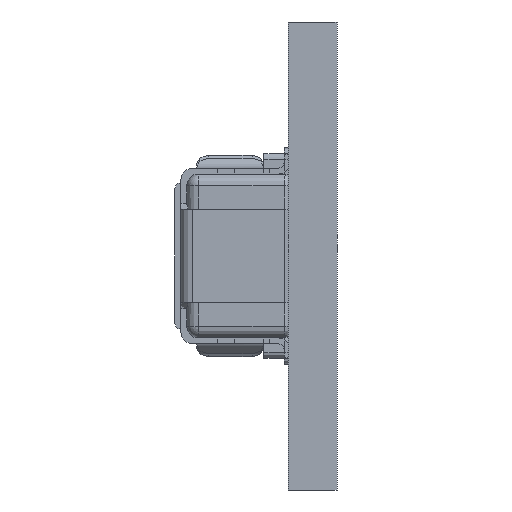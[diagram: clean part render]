
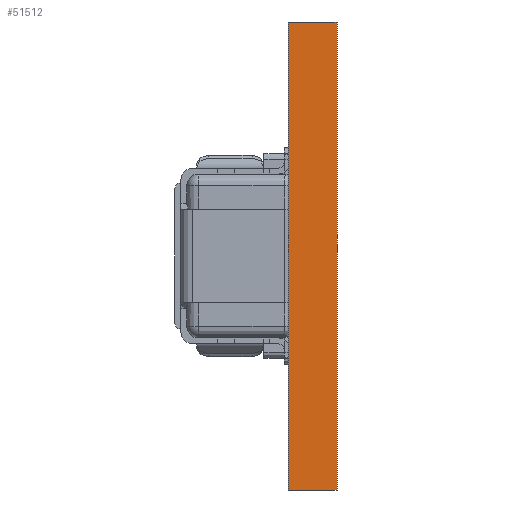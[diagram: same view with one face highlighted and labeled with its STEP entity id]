
A CAD part, left-side view. The second image highlights one B-rep face of the part: STEP entity #51512.
In plain terms, the highlighted planar face has unit normal (-1, 0, 0).
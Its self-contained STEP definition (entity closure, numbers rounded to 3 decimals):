
#50694=DIRECTION('',(0.,0.,1.));
#50695=VECTOR('',#50694,8.);
#50696=CARTESIAN_POINT('',(-179.12,-1.08,-4.));
#50697=LINE('',#50696,#50695);
#50850=DIRECTION('',(0.,-1.,0.));
#50851=VECTOR('',#50850,0.83);
#50852=CARTESIAN_POINT('',(-179.12,-1.08,4.));
#50853=LINE('',#50852,#50851);
#50862=DIRECTION('',(0.,-1.,0.));
#50863=VECTOR('',#50862,0.83);
#50864=CARTESIAN_POINT('',(-179.12,-1.08,-4.));
#50865=LINE('',#50864,#50863);
#50878=DIRECTION('',(0.,0.,1.));
#50879=VECTOR('',#50878,8.);
#50880=CARTESIAN_POINT('',(-179.12,-1.91,-4.));
#50881=LINE('',#50880,#50879);
#51166=CARTESIAN_POINT('',(-179.12,-1.91,4.));
#51168=VERTEX_POINT('',#51166);
#51172=CARTESIAN_POINT('',(-179.12,-1.91,-4.));
#51173=VERTEX_POINT('',#51172);
#51174=CARTESIAN_POINT('',(-179.12,-1.08,4.));
#51176=VERTEX_POINT('',#51174);
#51180=CARTESIAN_POINT('',(-179.12,-1.08,-4.));
#51181=VERTEX_POINT('',#51180);
#51500=CARTESIAN_POINT('',(-179.12,-1.11,-4.));
#51501=DIRECTION('',(1.,0.,0.));
#51502=DIRECTION('',(0.,0.,1.));
#51503=AXIS2_PLACEMENT_3D('',#51500,#51501,#51502);
#51504=PLANE('',#51503);
#51505=ORIENTED_EDGE('',*,*,#51349,.T.);
#51506=ORIENTED_EDGE('',*,*,#51467,.T.);
#51508=ORIENTED_EDGE('',*,*,#51507,.F.);
#51509=ORIENTED_EDGE('',*,*,#51492,.F.);
#51510=EDGE_LOOP('',(#51505,#51506,#51508,#51509));
#51511=FACE_OUTER_BOUND('',#51510,.F.);
#51512=ADVANCED_FACE('',(#51511),#51504,.F.);
#51349=EDGE_CURVE('',#51181,#51176,#50697,.T.);
#51467=EDGE_CURVE('',#51176,#51168,#50853,.T.);
#51492=EDGE_CURVE('',#51181,#51173,#50865,.T.);
#51507=EDGE_CURVE('',#51173,#51168,#50881,.T.);
